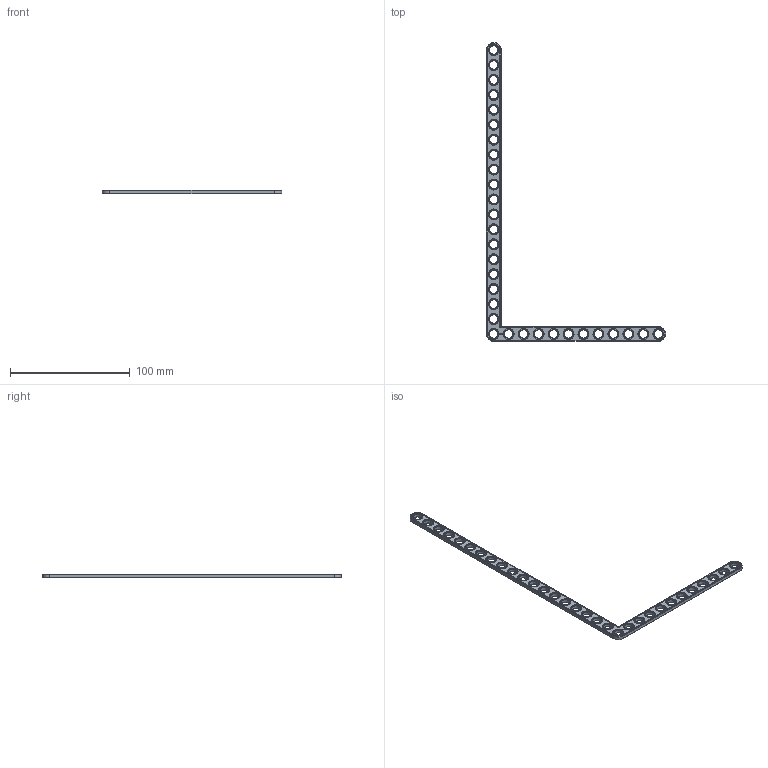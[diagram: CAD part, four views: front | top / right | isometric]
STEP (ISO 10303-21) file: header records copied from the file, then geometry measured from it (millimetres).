
FILE_DESCRIPTION(('FreeCAD Model'),'2;1');
FILE_NAME('Open CASCADE Shape Model','2022-02-09T22:36:42',( 'Paulo Kiefe'),('STEMFIE.org'),'Open CASCADE STEP processor 7.4', 'FreeCAD','Unknown');
FILE_SCHEMA(('AUTOMOTIVE_DESIGN { 1 0 10303 214 1 1 1 1 }'));
Length unit declared in the file: millimetre
Products named in the file (1): Brace_AGD_90_ASYM_ERR_BU12x20x01x00.25_-_SPN-BRC-1142_(stemfie.org)
Bounding box: 150 x 250 x 3.12 mm (x, y, z)
Volume: 10767.8 mm3; surface area: 11633.3 mm2
Topology: 1 solids, 1 shells, 659 faces, 1703 edges, 1110 vertices
Faces by surface type: plane 383, extrusion 140, cone 68, cylinder 68
Full cylindrical faces by diameter (mm): 7 x31, 9.2 x31
Entity records: 43238 total; most frequent: CARTESIAN_POINT 9634, DIRECTION 5731, VECTOR 4178, LINE 4038, ORIENTED_EDGE 3406, PCURVE 3406, DEFINITIONAL_REPRESENTATION 3406, EDGE_CURVE 1703
